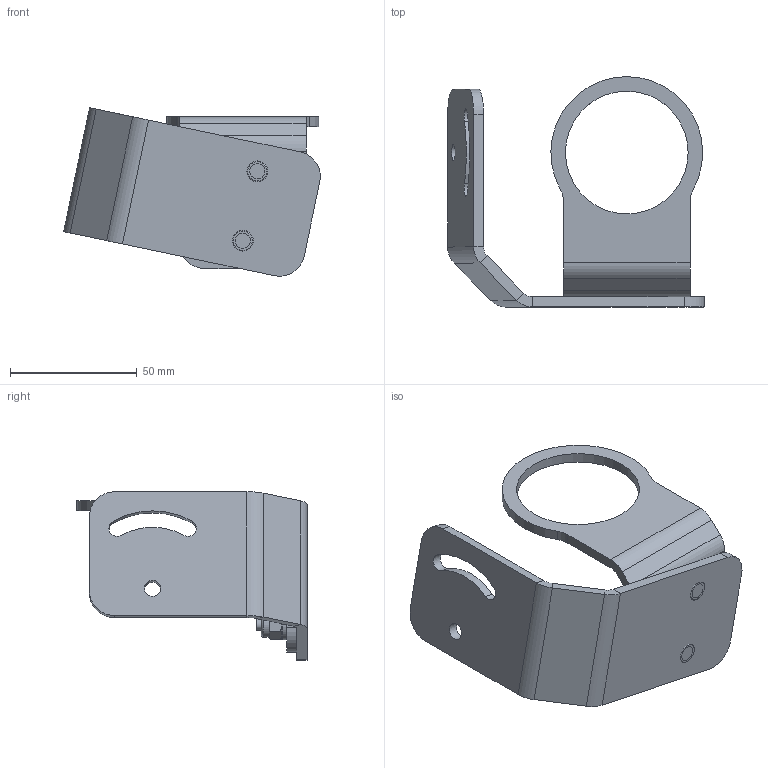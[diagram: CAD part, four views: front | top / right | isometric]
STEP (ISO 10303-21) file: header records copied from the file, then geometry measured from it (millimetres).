
FILE_DESCRIPTION (( 'STEP AP214' ), '1' );
FILE_NAME ('ACCTLAB.STEP', '2010-09-09T07:06:59', ( 'ab' ), ( '' ), 'SwSTEP 2.0', 'SolidWorks 2010', '' );
FILE_SCHEMA (( 'AUTOMOTIVE_DESIGN' ));
Length unit declared in the file: millimetre
Products named in the file (7): 1C319 Montagewinkel_Default; 1C320 Verbindungswinkel_Default; 61620 Einpress-Schraube M6x20_PEM FHD-M6-20 X--S; 62602 SI-Mutter DIN 985 A2 M6_DIN EN ISO 7040 - M6 - N; 61690  Scheibe DIN 125A-6,4 A2_Washer DIN 125 - A 6.4; 61695 Federscheibe DIN 137 A2-B6_DIN 137-B6-FSt; ACCTLAB
Assembly tree (10 placements, depth 2):
  ACCTLAB
    1C319 Montagewinkel_Default
    61620 Einpress-Schraube M6x20_PEM FHD-M6-20 X--S  x2
    62602 SI-Mutter DIN 985 A2 M6_DIN EN ISO 7040 - M6 - N  x2
    61695 Federscheibe DIN 137 A2-B6_DIN 137-B6-FSt  x2
    1C320 Verbindungswinkel_Default
    61690  Scheibe DIN 125A-6,4 A2_Washer DIN 125 - A 6.4  x2
Bounding box: 101.39 x 91.1 x 66.58 mm (x, y, z)
Volume: 52684 mm3; surface area: 32883.7 mm2
Topology: 10 solids, 10 shells, 379 faces, 940 edges, 587 vertices
Faces by surface type: plane 157, cone 118, cylinder 100, torus 4
Full cylindrical faces by diameter (mm): 4.37 x2, 5 x2, 6 x30, 6.4 x4, 6.5 x2, 7.143 x2, 7.595 x2, 10 x2, 12 x4, 48.5 x1
Entity records: 6568 total; most frequent: CARTESIAN_POINT 1285, DIRECTION 1090, ORIENTED_EDGE 928, EDGE_CURVE 464, AXIS2_PLACEMENT_3D 443, VERTEX_POINT 326, EDGE_LOOP 306, FACE_OUTER_BOUND 248
